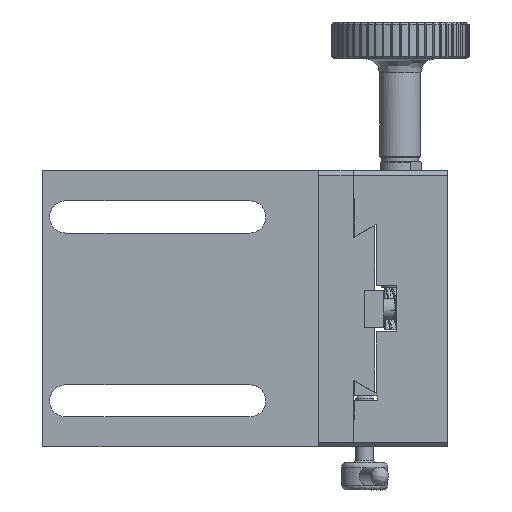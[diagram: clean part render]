
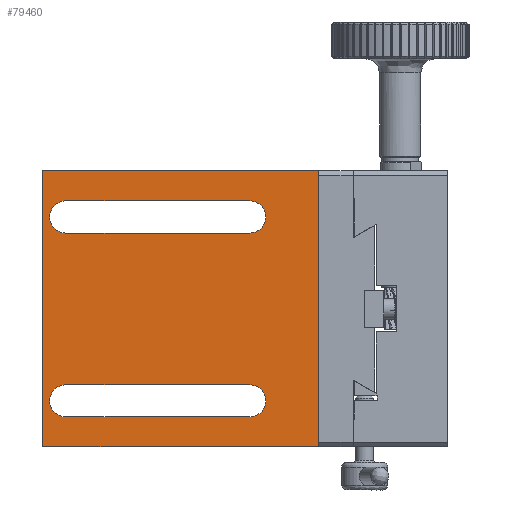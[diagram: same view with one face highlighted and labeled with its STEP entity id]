
A CAD part, front view. The second image highlights one B-rep face of the part: STEP entity #79460.
In plain terms, the highlighted planar face has unit normal (0, -1, 0).
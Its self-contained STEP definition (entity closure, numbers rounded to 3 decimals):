
#638 = FACE_BOUND ( 'NONE', #33075, .T. ) ;
#2621 = DIRECTION ( 'NONE',  ( 1., 0., 0. ) ) ;
#3678 = CARTESIAN_POINT ( 'NONE',  ( 48.71, 126.16, 140.741 ) ) ;
#5189 = EDGE_CURVE ( 'NONE', #28278, #9310, #24586, .T. ) ;
#5465 = VECTOR ( 'NONE', #103056, 1000. ) ;
#6026 = VERTEX_POINT ( 'NONE', #22031 ) ;
#6855 = VECTOR ( 'NONE', #68842, 1000. ) ;
#8405 = ORIENTED_EDGE ( 'NONE', *, *, #37961, .F. ) ;
#8539 = VECTOR ( 'NONE', #78194, 1000. ) ;
#8739 = CARTESIAN_POINT ( 'NONE',  ( 8.71, 126.16, 144.241 ) ) ;
#9310 = VERTEX_POINT ( 'NONE', #71861 ) ;
#9615 = LINE ( 'NONE', #28075, #6855 ) ;
#9993 = CIRCLE ( 'NONE', #36057, 3.5 ) ;
#11903 = ORIENTED_EDGE ( 'NONE', *, *, #87453, .F. ) ;
#14119 = DIRECTION ( 'NONE',  ( 1., 0., 0. ) ) ;
#15032 = EDGE_CURVE ( 'NONE', #77494, #63238, #58027, .T. ) ;
#15344 = CARTESIAN_POINT ( 'NONE',  ( 48.71, 126.16, 104.241 ) ) ;
#16208 = ORIENTED_EDGE ( 'NONE', *, *, #70949, .F. ) ;
#17043 = LINE ( 'NONE', #68118, #23849 ) ;
#17626 = CARTESIAN_POINT ( 'NONE',  ( 3.71, 126.16, 90.741 ) ) ;
#17895 = CIRCLE ( 'NONE', #28295, 3.5 ) ;
#19618 = FACE_OUTER_BOUND ( 'NONE', #27523, .T. ) ;
#19894 = VERTEX_POINT ( 'NONE', #8739 ) ;
#19945 = DIRECTION ( 'NONE',  ( 0., -1., 0. ) ) ;
#21993 = LINE ( 'NONE', #45900, #5465 ) ;
#22031 = CARTESIAN_POINT ( 'NONE',  ( 48.71, 126.16, 97.241 ) ) ;
#23849 = VECTOR ( 'NONE', #50707, 1000. ) ;
#24586 = CIRCLE ( 'NONE', #31587, 3.5 ) ;
#25189 = LINE ( 'NONE', #35486, #29030 ) ;
#25620 = DIRECTION ( 'NONE',  ( 0., 0., 1. ) ) ;
#26480 = VERTEX_POINT ( 'NONE', #29534 ) ;
#26613 = ORIENTED_EDGE ( 'NONE', *, *, #107601, .F. ) ;
#27222 = FACE_BOUND ( 'NONE', #47831, .T. ) ;
#27523 = EDGE_LOOP ( 'NONE', ( #41309, #54916, #87274, #81699 ) ) ;
#28075 = CARTESIAN_POINT ( 'NONE',  ( 33.71, 126.16, 104.241 ) ) ;
#28278 = VERTEX_POINT ( 'NONE', #68959 ) ;
#28295 = AXIS2_PLACEMENT_3D ( 'NONE', #94976, #19945, #86273 ) ;
#29030 = VECTOR ( 'NONE', #75703, 1000. ) ;
#29215 = DIRECTION ( 'NONE',  ( -1., 0., 0. ) ) ;
#29534 = CARTESIAN_POINT ( 'NONE',  ( 48.71, 126.16, 144.241 ) ) ;
#30060 = EDGE_CURVE ( 'NONE', #63238, #71129, #25189, .T. ) ;
#30375 = EDGE_CURVE ( 'NONE', #77494, #31219, #17043, .T. ) ;
#30409 = DIRECTION ( 'NONE',  ( 0., -1., 0. ) ) ;
#31219 = VERTEX_POINT ( 'NONE', #72394 ) ;
#31587 = AXIS2_PLACEMENT_3D ( 'NONE', #87520, #30409, #96209 ) ;
#33075 = EDGE_LOOP ( 'NONE', ( #11903, #26613, #42250, #8405 ) ) ;
#33968 = VECTOR ( 'NONE', #14119, 1000. ) ;
#35486 = CARTESIAN_POINT ( 'NONE',  ( 63.71, 126.16, 150.741 ) ) ;
#36057 = AXIS2_PLACEMENT_3D ( 'NONE', #3678, #38989, #29215 ) ;
#37436 = VERTEX_POINT ( 'NONE', #47974 ) ;
#37961 = EDGE_CURVE ( 'NONE', #26480, #19894, #71647, .T. ) ;
#38989 = DIRECTION ( 'NONE',  ( 0., -1., 0. ) ) ;
#39121 = LINE ( 'NONE', #79338, #33968 ) ;
#39518 = EDGE_CURVE ( 'NONE', #67719, #28278, #9615, .T. ) ;
#41309 = ORIENTED_EDGE ( 'NONE', *, *, #48844, .T. ) ;
#42250 = ORIENTED_EDGE ( 'NONE', *, *, #63174, .F. ) ;
#45566 = CARTESIAN_POINT ( 'NONE',  ( 33.71, 126.16, 144.241 ) ) ;
#45900 = CARTESIAN_POINT ( 'NONE',  ( 63.71, 126.16, 150.741 ) ) ;
#47831 = EDGE_LOOP ( 'NONE', ( #90279, #16208, #83099, #51901 ) ) ;
#47974 = CARTESIAN_POINT ( 'NONE',  ( 48.71, 126.16, 137.241 ) ) ;
#48844 = EDGE_CURVE ( 'NONE', #71129, #31219, #21993, .T. ) ;
#48981 = EDGE_CURVE ( 'NONE', #6026, #67719, #73152, .T. ) ;
#49320 = VECTOR ( 'NONE', #84648, 1000. ) ;
#50707 = DIRECTION ( 'NONE',  ( 0., 0., 1. ) ) ;
#51901 = ORIENTED_EDGE ( 'NONE', *, *, #39518, .F. ) ;
#52070 = LINE ( 'NONE', #70010, #57703 ) ;
#52242 = AXIS2_PLACEMENT_3D ( 'NONE', #53521, #87785, #88324 ) ;
#53521 = CARTESIAN_POINT ( 'NONE',  ( 48.71, 126.16, 100.741 ) ) ;
#54916 = ORIENTED_EDGE ( 'NONE', *, *, #30375, .F. ) ;
#57703 = VECTOR ( 'NONE', #2621, 1000. ) ;
#58027 = LINE ( 'NONE', #91753, #49320 ) ;
#63174 = EDGE_CURVE ( 'NONE', #19894, #87374, #17895, .T. ) ;
#63238 = VERTEX_POINT ( 'NONE', #103156 ) ;
#63558 = CARTESIAN_POINT ( 'NONE',  ( 63.71, 126.16, 150.741 ) ) ;
#67719 = VERTEX_POINT ( 'NONE', #15344 ) ;
#68118 = CARTESIAN_POINT ( 'NONE',  ( 3.71, 126.16, 120.741 ) ) ;
#68842 = DIRECTION ( 'NONE',  ( -1., 0., 0. ) ) ;
#68959 = CARTESIAN_POINT ( 'NONE',  ( 8.71, 126.16, 104.241 ) ) ;
#70010 = CARTESIAN_POINT ( 'NONE',  ( 33.71, 126.16, 137.241 ) ) ;
#70949 = EDGE_CURVE ( 'NONE', #9310, #6026, #39121, .T. ) ;
#71129 = VERTEX_POINT ( 'NONE', #63558 ) ;
#71647 = LINE ( 'NONE', #45566, #8539 ) ;
#71861 = CARTESIAN_POINT ( 'NONE',  ( 8.71, 126.16, 97.241 ) ) ;
#72394 = CARTESIAN_POINT ( 'NONE',  ( 3.71, 126.16, 150.741 ) ) ;
#73152 = CIRCLE ( 'NONE', #52242, 3.5 ) ;
#75703 = DIRECTION ( 'NONE',  ( 0., 0., 1. ) ) ;
#77494 = VERTEX_POINT ( 'NONE', #17626 ) ;
#78194 = DIRECTION ( 'NONE',  ( -1., 0., 0. ) ) ;
#79338 = CARTESIAN_POINT ( 'NONE',  ( 33.71, 126.16, 97.241 ) ) ;
#79460 = ADVANCED_FACE ( 'NONE', ( #19618, #638, #27222 ), #101724, .F. ) ;
#81699 = ORIENTED_EDGE ( 'NONE', *, *, #30060, .T. ) ;
#83099 = ORIENTED_EDGE ( 'NONE', *, *, #5189, .F. ) ;
#84648 = DIRECTION ( 'NONE',  ( 1., 0., 0. ) ) ;
#85401 = DIRECTION ( 'NONE',  ( 0., 1., 0. ) ) ;
#86273 = DIRECTION ( 'NONE',  ( -1., 0., 0. ) ) ;
#87274 = ORIENTED_EDGE ( 'NONE', *, *, #15032, .T. ) ;
#87374 = VERTEX_POINT ( 'NONE', #103727 ) ;
#87453 = EDGE_CURVE ( 'NONE', #37436, #26480, #9993, .T. ) ;
#87520 = CARTESIAN_POINT ( 'NONE',  ( 8.71, 126.16, 100.741 ) ) ;
#87785 = DIRECTION ( 'NONE',  ( 0., -1., 0. ) ) ;
#88324 = DIRECTION ( 'NONE',  ( -1., 0., 0. ) ) ;
#90279 = ORIENTED_EDGE ( 'NONE', *, *, #48981, .F. ) ;
#91753 = CARTESIAN_POINT ( 'NONE',  ( 63.71, 126.16, 90.741 ) ) ;
#93566 = CARTESIAN_POINT ( 'NONE',  ( 33.71, 126.16, 120.741 ) ) ;
#94976 = CARTESIAN_POINT ( 'NONE',  ( 8.71, 126.16, 140.741 ) ) ;
#96209 = DIRECTION ( 'NONE',  ( -1., 0., 0. ) ) ;
#96773 = AXIS2_PLACEMENT_3D ( 'NONE', #93566, #85401, #25620 ) ;
#101724 = PLANE ( 'NONE',  #96773 ) ;
#103056 = DIRECTION ( 'NONE',  ( -1., 0., 0. ) ) ;
#103156 = CARTESIAN_POINT ( 'NONE',  ( 63.71, 126.16, 90.741 ) ) ;
#103727 = CARTESIAN_POINT ( 'NONE',  ( 8.71, 126.16, 137.241 ) ) ;
#107601 = EDGE_CURVE ( 'NONE', #87374, #37436, #52070, .T. ) ;
